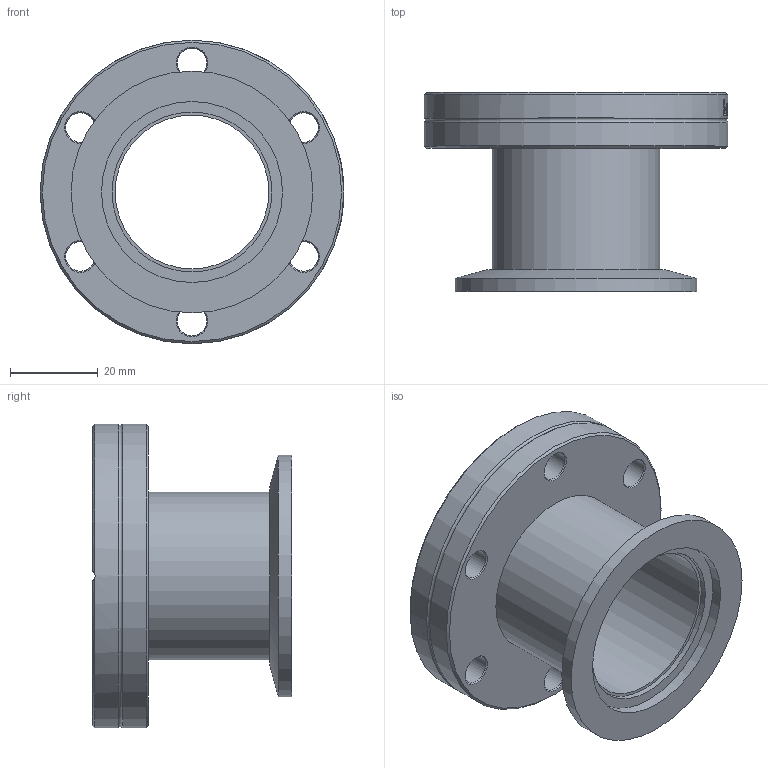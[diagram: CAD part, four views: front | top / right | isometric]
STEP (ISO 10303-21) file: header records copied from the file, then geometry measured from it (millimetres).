
FILE_DESCRIPTION(/* description */ (''),/* implementation_level */ '2;1');
FILE_NAME(/* name */ 'FL-40CF-40KF.stp',/* time_stamp */ '2018-07-17T14:45:57+01:00',/* author */ ('paul'),/* organization */ (''),/* preprocessor_version */ 'ST-DEVELOPER v17',/* originating_system */ 'Autodesk Inventor 2019',/* authorisation */ '');
FILE_SCHEMA (('AUTOMOTIVE_DESIGN { 1 0 10303 214 3 1 1 }'));
Length unit declared in the file: millimetre
Products named in the file (4): FL-40CF-40KF; FL-40CF-38; FL-40KF-38W; tube
Assembly tree (3 placements, depth 2):
  FL-40CF-40KF
    FL-40CF-38
    FL-40KF-38W
    tube
Bounding box: 69.1 x 45.3 x 69.1 mm (x, y, z)
Volume: 40892.9 mm3; surface area: 23459.7 mm2
Topology: 3 solids, 3 shells, 140 faces, 381 edges, 257 vertices
Faces by surface type: plane 53, bspline 41, cylinder 27, cone 18, torus 1
Full cylindrical faces by diameter (mm): 6.7 x6, 35 x1, 36.4 x1, 36.6 x1, 38.1 x1, 38.2 x1, 38.4 x1, 41.2 x1, 48.26 x1, 55 x1, 69.1 x2
Entity records: 6082 total; most frequent: CARTESIAN_POINT 2509, ORIENTED_EDGE 762, DIRECTION 645, EDGE_CURVE 381, VERTEX_POINT 257, AXIS2_PLACEMENT_3D 250, EDGE_LOOP 168, LINE 145
